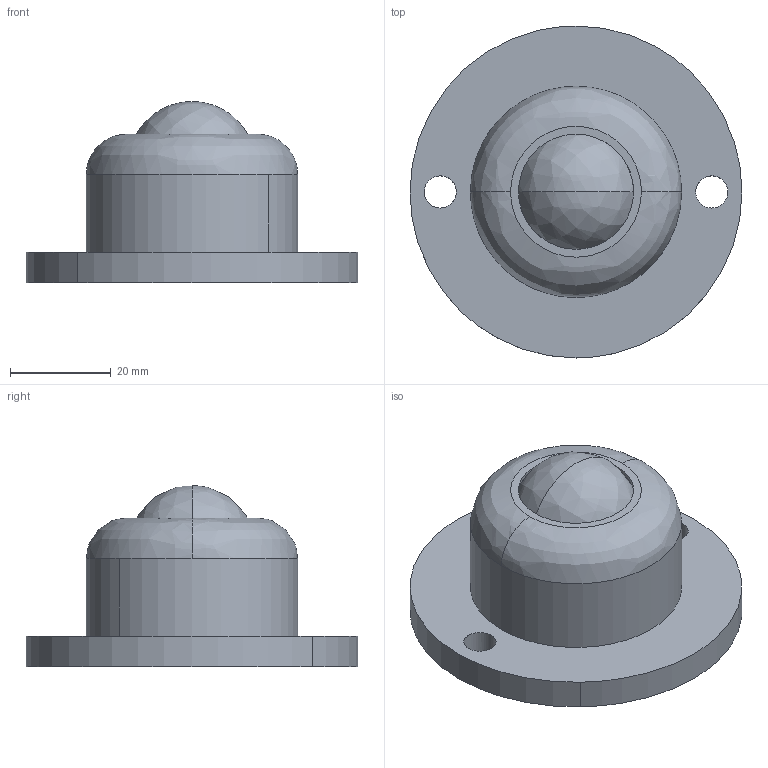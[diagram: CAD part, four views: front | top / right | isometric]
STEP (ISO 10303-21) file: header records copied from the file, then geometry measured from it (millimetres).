
FILE_DESCRIPTION((''),'2;1');
FILE_NAME('','2009-01-19T13:51:06',(''),(''),'','CADfix','');
FILE_SCHEMA(('AUTOMOTIVE_DESIGN { 1 0 10303 214 1 1 1 1 }'));
Length unit declared in the file: millimetre
Bounding box: 66 x 66 x 36 mm (x, y, z)
Volume: 29580.7 mm3; surface area: 17739.6 mm2
Topology: 2 solids, 2 shells, 41 faces, 176 edges, 146 vertices
Faces by surface type: bspline 41
Entity records: 3094 total; most frequent: CARTESIAN_POINT 2054, ORIENTED_EDGE 352, EDGE_CURVE 176, VERTEX_POINT 146, B_SPLINE_CURVE_WITH_KNOTS 146, EDGE_LOOP 52, FACE_OUTER_BOUND 41, ADVANCED_FACE 41
